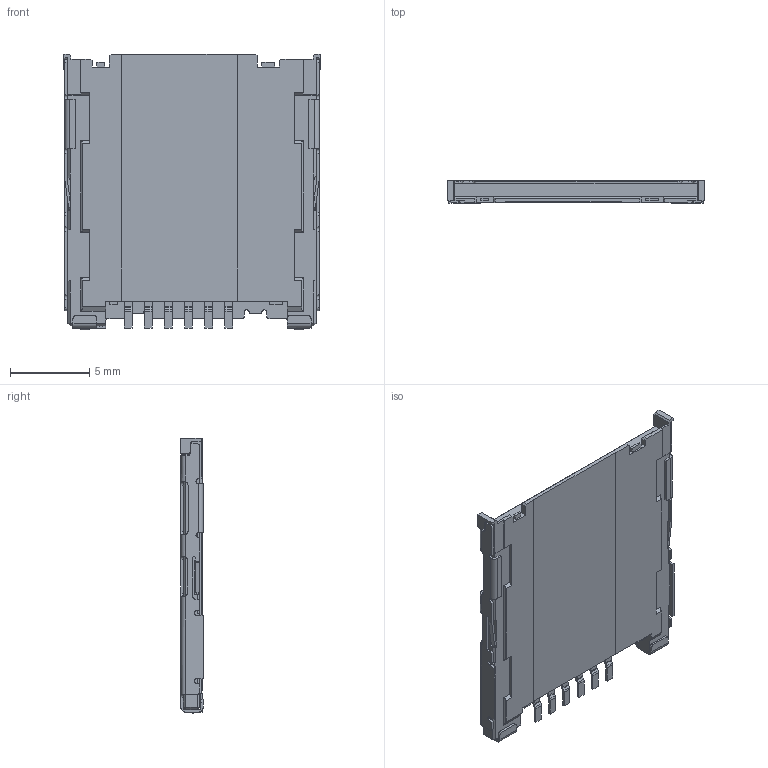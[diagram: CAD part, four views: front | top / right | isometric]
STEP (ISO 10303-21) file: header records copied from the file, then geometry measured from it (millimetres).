
FILE_DESCRIPTION (( 'STEP AP203' ), '1' );
FILE_NAME ('FMS006-5100-0.STEP', '2012-03-01T10:46:30', ( '山一電機' ), ( '' ), 'SwSTEP 2.0', 'SolidWorks 2010', '' );
FILE_SCHEMA (( 'CONFIG_CONTROL_DESIGN' ));
Length unit declared in the file: millimetre
Products named in the file (1): FMS006-5100-0
Bounding box: 16.15 x 1.4 x 17.35 mm (x, y, z)
Volume: 321.7 mm3; surface area: 721.4 mm2
Topology: 1 solids, 1 shells, 563 faces, 1583 edges, 1024 vertices
Faces by surface type: plane 374, cylinder 171, bspline 12, cone 6
Entity records: 19028 total; most frequent: CARTESIAN_POINT 4923, ORIENTED_EDGE 3166, DIRECTION 2557, EDGE_CURVE 1583, VECTOR 1099, LINE 1099, VERTEX_POINT 1024, AXIS2_PLACEMENT_3D 729
